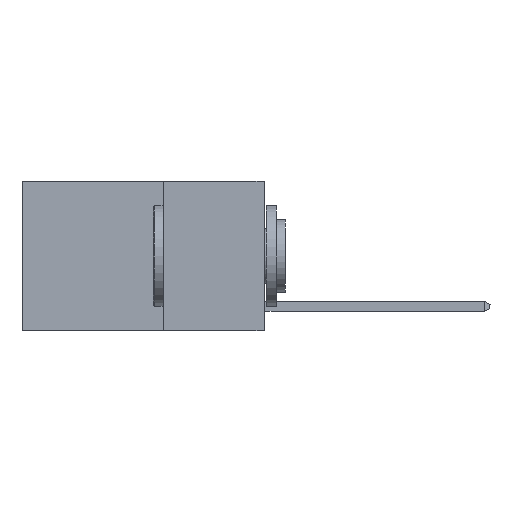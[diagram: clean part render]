
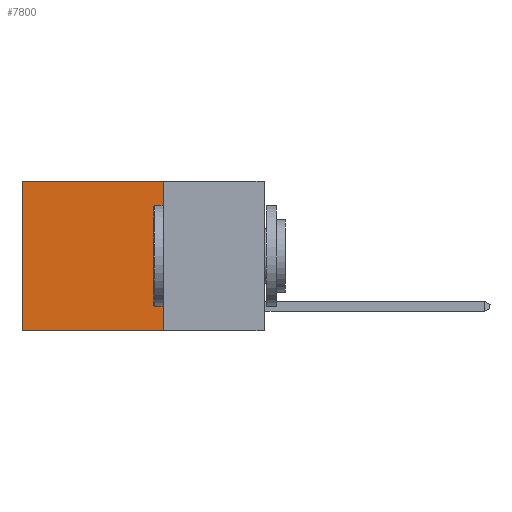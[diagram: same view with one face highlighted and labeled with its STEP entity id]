
A CAD part, left-side view. The second image highlights one B-rep face of the part: STEP entity #7800.
In plain terms, the highlighted planar face has unit normal (-1, 0, 0).
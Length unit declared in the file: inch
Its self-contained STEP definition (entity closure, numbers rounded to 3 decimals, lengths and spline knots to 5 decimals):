
#210 = EDGE_CURVE ( 'NONE', #3470, #7326, #5364, .T. ) ;
#1066 = EDGE_CURVE ( 'NONE', #13439, #7326, #9238, .T. ) ;
#1707 = EDGE_CURVE ( 'NONE', #12043, #13439, #4451, .T. ) ;
#2061 = CARTESIAN_POINT ( 'NONE',  ( 0.2625, 0.25, 0. ) ) ;
#2106 = DIRECTION ( 'NONE',  ( 1., 0., 0. ) ) ;
#2382 = VECTOR ( 'NONE', #11356, 39.37008 ) ;
#3470 = VERTEX_POINT ( 'NONE', #7410 ) ;
#4302 = VECTOR ( 'NONE', #14393, 39.37008 ) ;
#4436 = EDGE_CURVE ( 'NONE', #12043, #3470, #9300, .T. ) ;
#4451 = LINE ( 'NONE', #6641, #10442 ) ;
#5364 = LINE ( 'NONE', #8662, #2382 ) ;
#5979 = FACE_OUTER_BOUND ( 'NONE', #11533, .T. ) ;
#6419 = CARTESIAN_POINT ( 'NONE',  ( 0.2625, 0.25, -0.37 ) ) ;
#6586 = DIRECTION ( 'NONE',  ( 0., 0., -1. ) ) ;
#6641 = CARTESIAN_POINT ( 'NONE',  ( 0.2625, 0.25, 0. ) ) ;
#7326 = VERTEX_POINT ( 'NONE', #13618 ) ;
#7410 = CARTESIAN_POINT ( 'NONE',  ( 0.2625, 0.6, 0. ) ) ;
#7800 = ADVANCED_FACE ( 'NONE', ( #5979 ), #13365, .F. ) ;
#7977 = CARTESIAN_POINT ( 'NONE',  ( 0.2625, 0.25, 0. ) ) ;
#8662 = CARTESIAN_POINT ( 'NONE',  ( 0.2625, 0.6, 0. ) ) ;
#8748 = CARTESIAN_POINT ( 'NONE',  ( 0.2625, 0.25, 0. ) ) ;
#9238 = LINE ( 'NONE', #6419, #4302 ) ;
#9300 = LINE ( 'NONE', #7977, #11969 ) ;
#9983 = DIRECTION ( 'NONE',  ( 0., 0., -1. ) ) ;
#10442 = VECTOR ( 'NONE', #6586, 39.37008 ) ;
#11112 = AXIS2_PLACEMENT_3D ( 'NONE', #2061, #2106, #9983 ) ;
#11161 = CARTESIAN_POINT ( 'NONE',  ( 0.2625, 0.25, -0.37 ) ) ;
#11356 = DIRECTION ( 'NONE',  ( 0., 0., -1. ) ) ;
#11533 = EDGE_LOOP ( 'NONE', ( #14580, #11957, #12673, #14405 ) ) ;
#11957 = ORIENTED_EDGE ( 'NONE', *, *, #1066, .F. ) ;
#11969 = VECTOR ( 'NONE', #13636, 39.37008 ) ;
#12043 = VERTEX_POINT ( 'NONE', #8748 ) ;
#12673 = ORIENTED_EDGE ( 'NONE', *, *, #1707, .F. ) ;
#13365 = PLANE ( 'NONE',  #11112 ) ;
#13439 = VERTEX_POINT ( 'NONE', #11161 ) ;
#13618 = CARTESIAN_POINT ( 'NONE',  ( 0.2625, 0.6, -0.37 ) ) ;
#13636 = DIRECTION ( 'NONE',  ( 0., 1., 0. ) ) ;
#14393 = DIRECTION ( 'NONE',  ( 0., 1., 0. ) ) ;
#14405 = ORIENTED_EDGE ( 'NONE', *, *, #4436, .T. ) ;
#14580 = ORIENTED_EDGE ( 'NONE', *, *, #210, .T. ) ;
